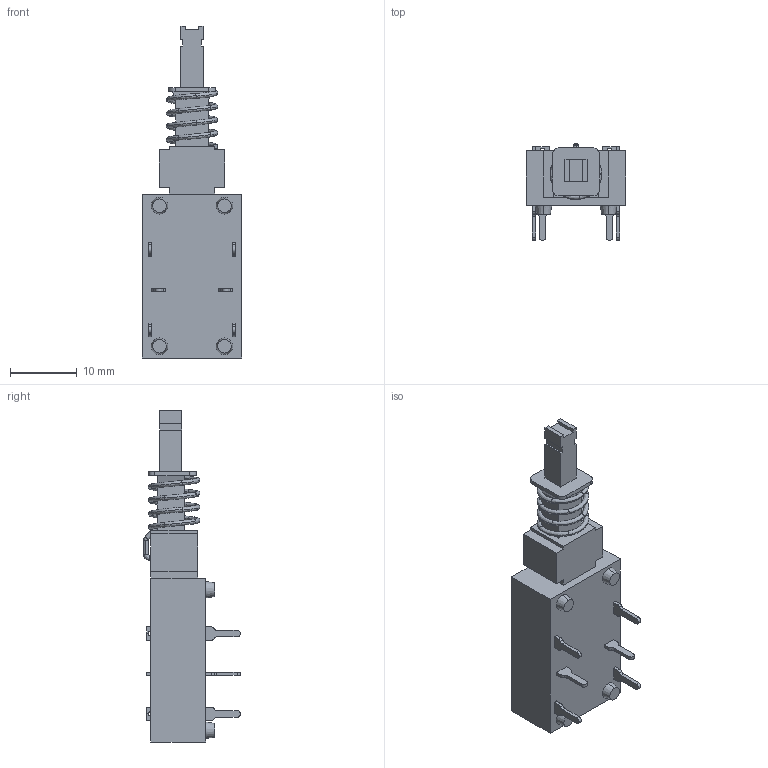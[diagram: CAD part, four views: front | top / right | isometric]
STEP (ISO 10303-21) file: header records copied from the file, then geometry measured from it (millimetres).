
FILE_DESCRIPTION (( 'STEP AP214' ), '1' );
FILE_NAME ('User Library-Power_switch_pushbutton_WB_PT-S4PL.STEP', '2019-05-20T13:37:13', ( '' ), ( '' ), 'SwSTEP 2.0', 'SolidWorks 2019', '' );
FILE_SCHEMA (( 'AUTOMOTIVE_DESIGN' ));
Length unit declared in the file: millimetre
Products named in the file (1): User Library-Power_switch_pushbutton_WB_PT-S4PL
Bounding box: 14.8 x 14.45 x 49.6 mm (x, y, z)
Volume: 3741.6 mm3; surface area: 2955.9 mm2
Topology: 9 solids, 9 shells, 268 faces, 700 edges, 464 vertices
Faces by surface type: plane 164, cylinder 54, bspline 42, cone 8
Entity records: 8922 total; most frequent: CARTESIAN_POINT 2099, ORIENTED_EDGE 1400, DIRECTION 1388, EDGE_CURVE 700, AXIS2_PLACEMENT_3D 465, VERTEX_POINT 464, VECTOR 458, LINE 458
